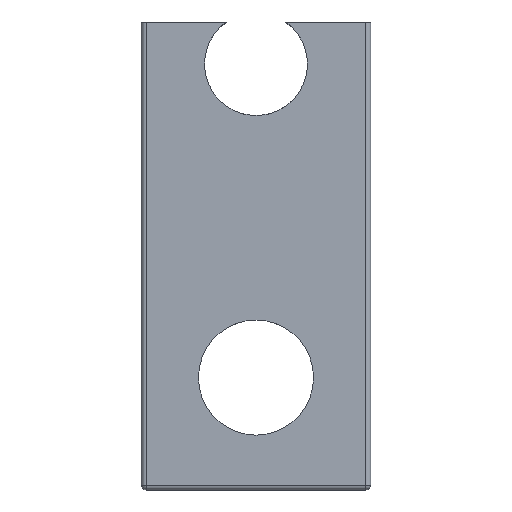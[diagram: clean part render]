
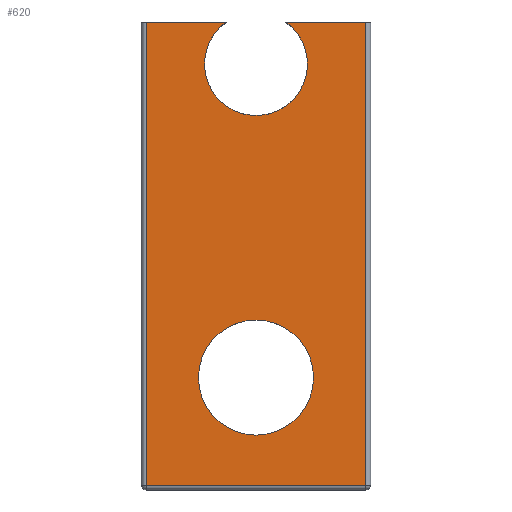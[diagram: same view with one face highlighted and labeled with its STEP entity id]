
A CAD part, top view. The second image highlights one B-rep face of the part: STEP entity #620.
In plain terms, the highlighted planar face has unit normal (0, 0, 1).
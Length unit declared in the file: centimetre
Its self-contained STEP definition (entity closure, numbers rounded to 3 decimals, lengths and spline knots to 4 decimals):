
#148=VECTOR('',#1206,1.);
#149=VECTOR('',#1211,1.);
#150=VECTOR('',#1216,1.);
#151=VECTOR('',#1218,1.);
#152=VECTOR('',#1221,1.);
#172=LINE('',#842,#148);
#173=LINE('',#846,#149);
#174=LINE('',#850,#150);
#175=LINE('',#852,#151);
#176=LINE('',#856,#152);
#183=PLANE('',#682);
#210=VERTEX_POINT('',#804);
#211=VERTEX_POINT('',#809);
#219=VERTEX_POINT('',#845);
#220=VERTEX_POINT('',#849);
#221=VERTEX_POINT('',#853);
#222=VERTEX_POINT('',#855);
#223=VERTEX_POINT('',#858);
#264=CIRCLE('',#683,1.1);
#265=CIRCLE('',#684,1.23);
#313=EDGE_CURVE('',#210,#211,#172,.T.);
#315=EDGE_CURVE('',#211,#219,#173,.T.);
#317=EDGE_CURVE('',#220,#210,#174,.T.);
#318=EDGE_CURVE('',#221,#220,#175,.T.);
#319=EDGE_CURVE('',#222,#221,#264,.T.);
#320=EDGE_CURVE('',#219,#222,#176,.T.);
#321=EDGE_CURVE('',#223,#223,#265,.T.);
#414=ORIENTED_EDGE('',*,*,#315,.F.);
#415=ORIENTED_EDGE('',*,*,#313,.F.);
#416=ORIENTED_EDGE('',*,*,#317,.F.);
#417=ORIENTED_EDGE('',*,*,#318,.F.);
#418=ORIENTED_EDGE('',*,*,#319,.F.);
#419=ORIENTED_EDGE('',*,*,#320,.F.);
#420=ORIENTED_EDGE('',*,*,#321,.T.);
#516=EDGE_LOOP('',(#414,#415,#416,#417,#418,#419));
#517=EDGE_LOOP('',(#420));
#574=FACE_BOUND('',#516,.T.);
#575=FACE_BOUND('',#517,.T.);
#620=ADVANCED_FACE('',(#574,#575),#183,.T.);
#682=AXIS2_PLACEMENT_3D('',#851,#1217,$);
#683=AXIS2_PLACEMENT_3D('',#854,#1219,#1220);
#684=AXIS2_PLACEMENT_3D('',#857,#1222,#1223);
#804=CARTESIAN_POINT('',(2.35,-4.9,1.95));
#809=CARTESIAN_POINT('',(-2.35,-4.9,1.95));
#842=CARTESIAN_POINT('',(0.,-4.9,1.95));
#845=CARTESIAN_POINT('',(-2.35,5.,1.95));
#846=CARTESIAN_POINT('',(-2.35,0.2303,1.95));
#849=CARTESIAN_POINT('',(2.35,5.,1.95));
#850=CARTESIAN_POINT('',(2.35,0.2303,1.95));
#851=CARTESIAN_POINT('',(0.,0.4606,1.95));
#852=CARTESIAN_POINT('',(0.6325,5.,1.95));
#853=CARTESIAN_POINT('',(0.6325,5.,1.95));
#854=CARTESIAN_POINT('',(0.,4.1,1.95));
#855=CARTESIAN_POINT('',(-0.6325,5.,1.95));
#856=CARTESIAN_POINT('',(-2.45,5.,1.95));
#857=CARTESIAN_POINT('',(0.,-2.6,1.95));
#858=CARTESIAN_POINT('',(0.,-1.37,1.95));
#1206=DIRECTION('',(-1.,0.,0.));
#1211=DIRECTION('',(0.,1.,0.));
#1216=DIRECTION('',(0.,-1.,0.));
#1217=DIRECTION('',(0.,0.,1.));
#1218=DIRECTION('',(1.,0.,0.));
#1219=DIRECTION('',(0.,0.,1.));
#1220=DIRECTION('',(1.1,0.,0.));
#1221=DIRECTION('',(1.,0.,0.));
#1222=DIRECTION('',(0.,0.,-1.));
#1223=DIRECTION('',(0.,1.23,0.));
